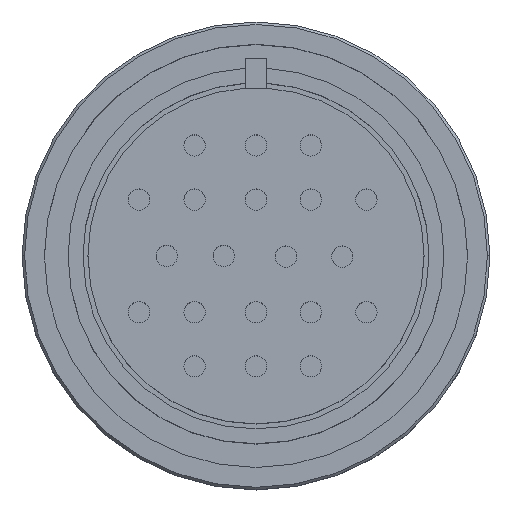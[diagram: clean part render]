
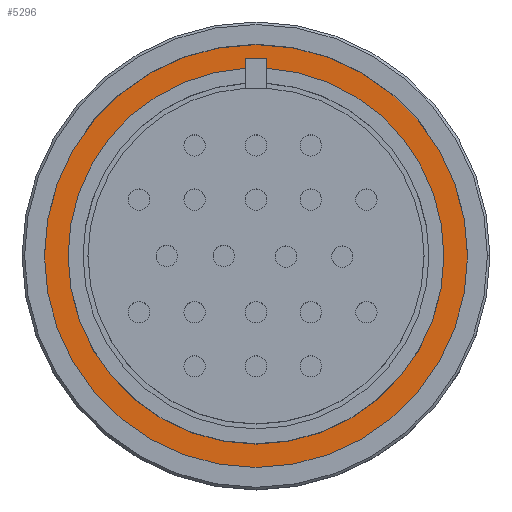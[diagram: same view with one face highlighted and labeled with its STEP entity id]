
A CAD part, top view. The second image highlights one B-rep face of the part: STEP entity #5296.
In plain terms, the highlighted planar face has unit normal (0, 0, 1).
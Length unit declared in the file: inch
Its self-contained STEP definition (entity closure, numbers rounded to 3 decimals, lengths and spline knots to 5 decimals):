
#667 = VERTEX_POINT ( 'NONE', #4772 ) ;
#672 = VERTEX_POINT ( 'NONE', #4777 ) ;
#1238 = CARTESIAN_POINT ( 'NONE',  ( 0., 0., 2.9186 ) ) ;
#1239 = DIRECTION ( 'NONE',  ( 0., 0., -1. ) ) ;
#1240 = DIRECTION ( 'NONE',  ( -1., 0., 0. ) ) ;
#1247 = CARTESIAN_POINT ( 'NONE',  ( 0., 0., 2.9186 ) ) ;
#1248 = DIRECTION ( 'NONE',  ( 0., 0., -1. ) ) ;
#1249 = DIRECTION ( 'NONE',  ( -1., 0., 0. ) ) ;
#1256 = CARTESIAN_POINT ( 'NONE',  ( 0., 0., 2.9186 ) ) ;
#1257 = DIRECTION ( 'NONE',  ( 0., 0., -1. ) ) ;
#1258 = DIRECTION ( 'NONE',  ( -1., 0., 0. ) ) ;
#1563 = CARTESIAN_POINT ( 'NONE',  ( -0.755, 0., 2.9186 ) ) ;
#2480 = VERTEX_POINT ( 'NONE', #4297 ) ;
#2481 = VERTEX_POINT ( 'NONE', #4298 ) ;
#2807 = EDGE_CURVE ( 'NONE', #2480, #2481, #10170, .T. ) ;
#2810 = EDGE_CURVE ( 'NONE', #8498, #8506, #10173, .T. ) ;
#2811 = EDGE_CURVE ( 'NONE', #9503, #8506, #10175, .T. ) ;
#2812 = EDGE_CURVE ( 'NONE', #672, #8521, #10174, .T. ) ;
#2813 = EDGE_CURVE ( 'NONE', #8521, #8498, #10178, .T. ) ;
#3091 = CARTESIAN_POINT ( 'NONE',  ( 0., 0.755, 2.9186 ) ) ;
#3095 = PLANE ( 'NONE',  #6766 ) ;
#3100 = DIRECTION ( 'NONE',  ( 0., 0., 1. ) ) ;
#3101 = DIRECTION ( 'NONE',  ( 1., 0., 0. ) ) ;
#3324 = CARTESIAN_POINT ( 'NONE',  ( 0., 0., 2.9186 ) ) ;
#3325 = DIRECTION ( 'NONE',  ( 0., 0., -1. ) ) ;
#3326 = DIRECTION ( 'NONE',  ( -1., 0., 0. ) ) ;
#3330 = CARTESIAN_POINT ( 'NONE',  ( -0.04232, 0.755, 2.9186 ) ) ;
#3334 = DIRECTION ( 'NONE',  ( 0., -1., 0. ) ) ;
#3336 = CARTESIAN_POINT ( 'NONE',  ( 0., 0., 2.9186 ) ) ;
#3337 = DIRECTION ( 'NONE',  ( 0., 0., -1. ) ) ;
#3338 = DIRECTION ( 'NONE',  ( -1., 0., 0. ) ) ;
#3339 = CARTESIAN_POINT ( 'NONE',  ( 0., 0.79236, 2.9186 ) ) ;
#3341 = DIRECTION ( 'NONE',  ( -1., 0., 0. ) ) ;
#3450 = FACE_BOUND ( 'NONE', #10656, .T. ) ;
#3463 = FACE_OUTER_BOUND ( 'NONE', #10650, .T. ) ;
#3944 = ORIENTED_EDGE ( 'NONE', *, *, #8965, .F. ) ;
#3945 = ORIENTED_EDGE ( 'NONE', *, *, #2807, .F. ) ;
#3946 = ORIENTED_EDGE ( 'NONE', *, *, #2811, .T. ) ;
#3947 = ORIENTED_EDGE ( 'NONE', *, *, #8962, .T. ) ;
#3948 = ORIENTED_EDGE ( 'NONE', *, *, #8958, .T. ) ;
#3949 = ORIENTED_EDGE ( 'NONE', *, *, #2812, .F. ) ;
#3950 = ORIENTED_EDGE ( 'NONE', *, *, #2813, .F. ) ;
#3951 = ORIENTED_EDGE ( 'NONE', *, *, #2810, .F. ) ;
#4297 = CARTESIAN_POINT ( 'NONE',  ( -0.85, 0., 2.9186 ) ) ;
#4298 = CARTESIAN_POINT ( 'NONE',  ( 0.85, 0., 2.9186 ) ) ;
#4574 = CIRCLE ( 'NONE', #6875, 0.755 ) ;
#4579 = CIRCLE ( 'NONE', #6869, 0.85 ) ;
#4580 = CIRCLE ( 'NONE', #6872, 0.755 ) ;
#4772 = CARTESIAN_POINT ( 'NONE',  ( 0.755, 0., 2.9186 ) ) ;
#4777 = CARTESIAN_POINT ( 'NONE',  ( 0.04232, 0.75381, 2.9186 ) ) ;
#5296 = ADVANCED_FACE ( 'NONE', ( #3450, #3463 ), #3095, .T. ) ;
#5570 = CARTESIAN_POINT ( 'NONE',  ( -0.04232, 0.79236, 2.9186 ) ) ;
#5574 = CARTESIAN_POINT ( 'NONE',  ( -0.04232, 0.75381, 2.9186 ) ) ;
#5583 = CARTESIAN_POINT ( 'NONE',  ( 0.04232, 0.79236, 2.9186 ) ) ;
#6724 = CARTESIAN_POINT ( 'NONE',  ( 0.04232, 0.755, 2.9186 ) ) ;
#6726 = DIRECTION ( 'NONE',  ( 0., 1., 0. ) ) ;
#6766 = AXIS2_PLACEMENT_3D ( 'NONE', #3091, #3100, #3101 ) ;
#6869 = AXIS2_PLACEMENT_3D ( 'NONE', #1256, #1257, #1258 ) ;
#6872 = AXIS2_PLACEMENT_3D ( 'NONE', #1247, #1248, #1249 ) ;
#6875 = AXIS2_PLACEMENT_3D ( 'NONE', #1238, #1239, #1240 ) ;
#8480 = AXIS2_PLACEMENT_3D ( 'NONE', #3336, #3337, #3338 ) ;
#8488 = AXIS2_PLACEMENT_3D ( 'NONE', #3324, #3325, #3326 ) ;
#8498 = VERTEX_POINT ( 'NONE', #5570 ) ;
#8506 = VERTEX_POINT ( 'NONE', #5574 ) ;
#8521 = VERTEX_POINT ( 'NONE', #5583 ) ;
#8958 = EDGE_CURVE ( 'NONE', #672, #667, #4574, .T. ) ;
#8962 = EDGE_CURVE ( 'NONE', #667, #9503, #4580, .T. ) ;
#8965 = EDGE_CURVE ( 'NONE', #2481, #2480, #4579, .T. ) ;
#9503 = VERTEX_POINT ( 'NONE', #1563 ) ;
#10170 = CIRCLE ( 'NONE', #8488, 0.85 ) ;
#10173 = LINE ( 'NONE', #3330, #10176 ) ;
#10174 = LINE ( 'NONE', #6724, #10179 ) ;
#10175 = CIRCLE ( 'NONE', #8480, 0.755 ) ;
#10176 = VECTOR ( 'NONE', #3334, 39.37008 ) ;
#10178 = LINE ( 'NONE', #3339, #10181 ) ;
#10179 = VECTOR ( 'NONE', #6726, 39.37008 ) ;
#10181 = VECTOR ( 'NONE', #3341, 39.37008 ) ;
#10650 = EDGE_LOOP ( 'NONE', ( #3945, #3944 ) ) ;
#10656 = EDGE_LOOP ( 'NONE', ( #3951, #3950, #3949, #3948, #3947, #3946 ) ) ;
